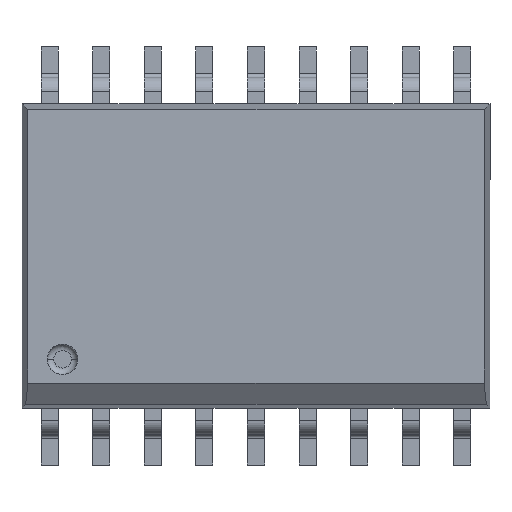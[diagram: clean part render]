
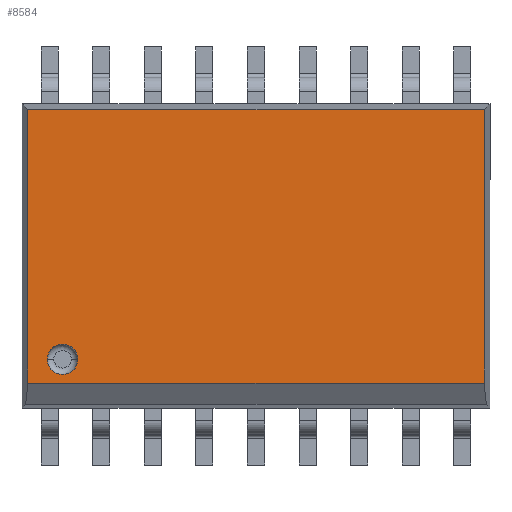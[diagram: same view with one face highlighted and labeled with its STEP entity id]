
A CAD part, top view. The second image highlights one B-rep face of the part: STEP entity #8584.
In plain terms, the highlighted planar face has unit normal (0, 0, 1).
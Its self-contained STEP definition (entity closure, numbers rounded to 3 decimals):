
#2270 = VECTOR ( 'NONE', #2746, 1000. ) ;
#2746 = DIRECTION ( 'NONE',  ( 0., 1., 0. ) ) ;
#2747 = CARTESIAN_POINT ( 'NONE',  ( 5.619, 3.75, 2.65 ) ) ;
#2748 = LINE ( 'NONE', #2747, #2270 ) ;
#2749 = CARTESIAN_POINT ( 'NONE',  ( -5.619, -3.134, 2.65 ) ) ;
#2750 = DIRECTION ( 'NONE',  ( 0., -1., 0. ) ) ;
#2751 = VECTOR ( 'NONE', #2750, 1000. ) ;
#2752 = CARTESIAN_POINT ( 'NONE',  ( -5.619, -3.134, 2.65 ) ) ;
#2753 = LINE ( 'NONE', #2752, #2751 ) ;
#2754 = DIRECTION ( 'NONE',  ( 1., 0., 0. ) ) ;
#2755 = VECTOR ( 'NONE', #2754, 1000. ) ;
#2756 = CARTESIAN_POINT ( 'NONE',  ( 5.765, -3.134, 2.65 ) ) ;
#2757 = LINE ( 'NONE', #2756, #2755 ) ;
#2778 = FACE_OUTER_BOUND ( 'NONE', #8585, .T. ) ;
#2780 = FACE_BOUND ( 'NONE', #8574, .T. ) ;
#2796 = DIRECTION ( 'NONE',  ( 1., 0., 0. ) ) ;
#2797 = DIRECTION ( 'NONE',  ( 0., 0., 1. ) ) ;
#2798 = CARTESIAN_POINT ( 'NONE',  ( -4.765, -2.55, 2.65 ) ) ;
#2799 = AXIS2_PLACEMENT_3D ( 'NONE', #2798, #2797, #2796 ) ;
#2800 = CIRCLE ( 'NONE', #2799, 0.375 ) ;
#2808 = CARTESIAN_POINT ( 'NONE',  ( 5.619, -3.134, 2.65 ) ) ;
#2814 = CARTESIAN_POINT ( 'NONE',  ( 5.619, 3.604, 2.65 ) ) ;
#2815 = DIRECTION ( 'NONE',  ( -1., 0., 0. ) ) ;
#2816 = VECTOR ( 'NONE', #2815, 1000. ) ;
#2817 = CARTESIAN_POINT ( 'NONE',  ( 0., 3.604, 2.65 ) ) ;
#2818 = DIRECTION ( 'NONE',  ( -1., 0., 0. ) ) ;
#2819 = DIRECTION ( 'NONE',  ( 0., 0., -1. ) ) ;
#2820 = CARTESIAN_POINT ( 'NONE',  ( 0., 3.75, 2.65 ) ) ;
#2821 = AXIS2_PLACEMENT_3D ( 'NONE', #2820, #2819, #2818 ) ;
#2822 = LINE ( 'NONE', #2817, #2816 ) ;
#2823 = PLANE ( 'NONE',  #2821 ) ;
#2850 = CARTESIAN_POINT ( 'NONE',  ( -5.619, 3.604, 2.65 ) ) ;
#2910 = CARTESIAN_POINT ( 'NONE',  ( -4.39, -2.55, 2.65 ) ) ;
#2911 = DIRECTION ( 'NONE',  ( 1., 0., 0. ) ) ;
#2912 = DIRECTION ( 'NONE',  ( 0., 0., 1. ) ) ;
#2913 = CARTESIAN_POINT ( 'NONE',  ( -4.765, -2.55, 2.65 ) ) ;
#2914 = AXIS2_PLACEMENT_3D ( 'NONE', #2913, #2912, #2911 ) ;
#2915 = CIRCLE ( 'NONE', #2914, 0.375 ) ;
#2987 = CARTESIAN_POINT ( 'NONE',  ( -5.14, -2.55, 2.65 ) ) ;
#8553 = ORIENTED_EDGE ( 'NONE', *, *, #8560, .T. ) ;
#8558 = ORIENTED_EDGE ( 'NONE', *, *, #8559, .T. ) ;
#8559 = EDGE_CURVE ( 'NONE', #8561, #8563, #2757, .T. ) ;
#8560 = EDGE_CURVE ( 'NONE', #8598, #8561, #2753, .T. ) ;
#8561 = VERTEX_POINT ( 'NONE', #2749 ) ;
#8562 = EDGE_CURVE ( 'NONE', #8563, #8588, #2748, .T. ) ;
#8563 = VERTEX_POINT ( 'NONE', #2808 ) ;
#8564 = ORIENTED_EDGE ( 'NONE', *, *, #8562, .T. ) ;
#8574 = EDGE_LOOP ( 'NONE', ( #8575, #8577 ) ) ;
#8575 = ORIENTED_EDGE ( 'NONE', *, *, #8576, .F. ) ;
#8576 = EDGE_CURVE ( 'NONE', #8633, #8664, #2800, .T. ) ;
#8577 = ORIENTED_EDGE ( 'NONE', *, *, #8632, .F. ) ;
#8584 = ADVANCED_FACE ( 'NONE', ( #2780, #2778 ), #2823, .F. ) ;
#8585 = EDGE_LOOP ( 'NONE', ( #8586, #8553, #8558, #8564 ) ) ;
#8586 = ORIENTED_EDGE ( 'NONE', *, *, #8587, .T. ) ;
#8587 = EDGE_CURVE ( 'NONE', #8588, #8598, #2822, .T. ) ;
#8588 = VERTEX_POINT ( 'NONE', #2814 ) ;
#8598 = VERTEX_POINT ( 'NONE', #2850 ) ;
#8632 = EDGE_CURVE ( 'NONE', #8664, #8633, #2915, .T. ) ;
#8633 = VERTEX_POINT ( 'NONE', #2910 ) ;
#8664 = VERTEX_POINT ( 'NONE', #2987 ) ;
